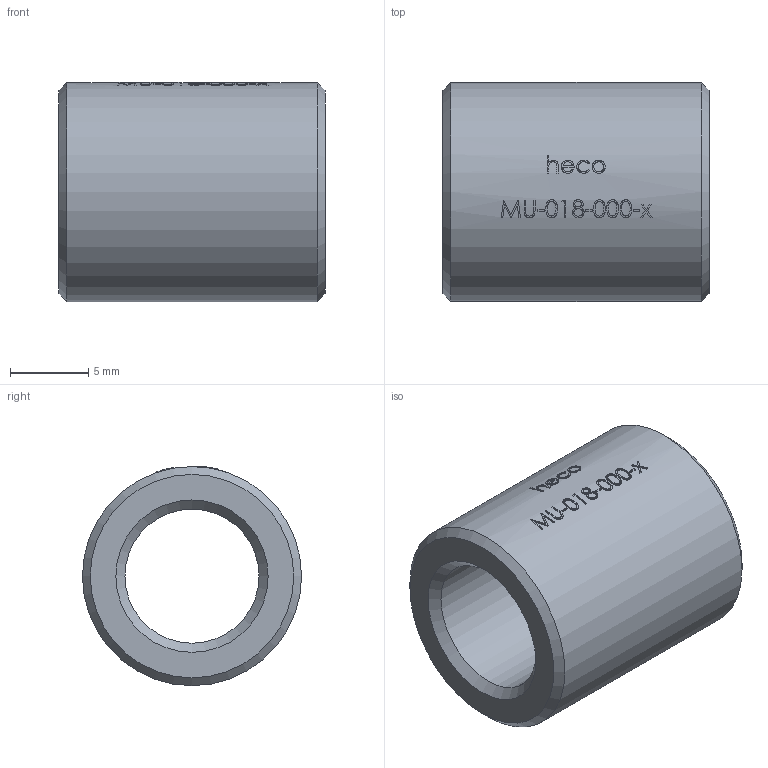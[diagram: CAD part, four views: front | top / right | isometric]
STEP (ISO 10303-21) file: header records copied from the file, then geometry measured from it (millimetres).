
FILE_DESCRIPTION (( 'STEP AP214' ), '1' );
FILE_NAME ('MU-018-000-x Muffe 2305.STEP', '2023-05-03T10:22:51', ( '' ), ( '' ), 'SwSTEP 2.0', 'SolidWorks 2019', '' );
FILE_SCHEMA (( 'AUTOMOTIVE_DESIGN' ));
Length unit declared in the file: millimetre
Products named in the file (1): MU-018-000-x Muffe 2305
Bounding box: 17 x 14 x 14.02 mm (x, y, z)
Volume: 1616.3 mm3; surface area: 1356.6 mm2
Topology: 1 solids, 1 shells, 189 faces, 485 edges, 322 vertices
Faces by surface type: bspline 95, plane 64, cylinder 26, cone 4
Full cylindrical faces by diameter (mm): 8.57 x1, 14 x1
Entity records: 11249 total; most frequent: CARTESIAN_POINT 5425, ORIENTED_EDGE 958, DIRECTION 481, EDGE_CURVE 479, VERTEX_POINT 322, B_SPLINE_CURVE_WITH_KNOTS 230, EDGE_LOOP 221, LINE 207
